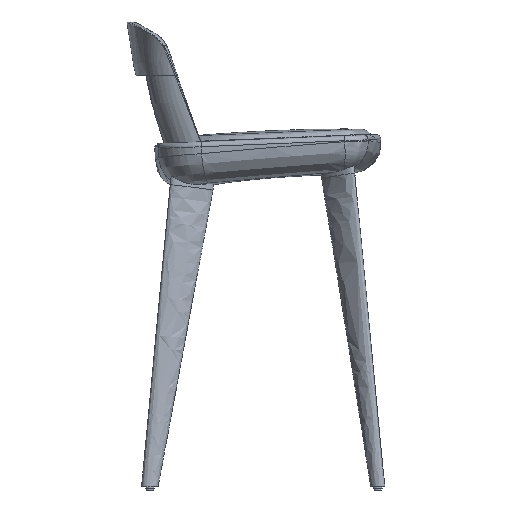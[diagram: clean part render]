
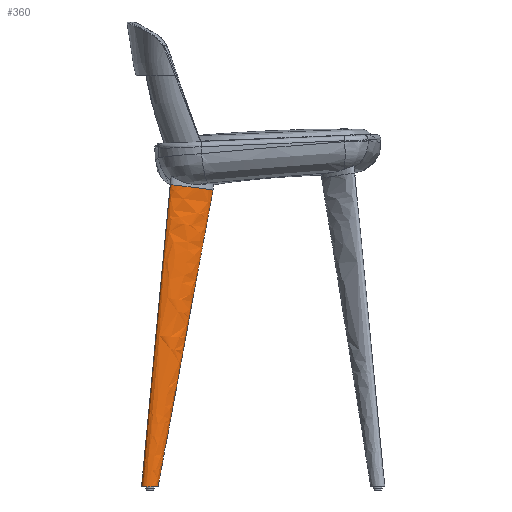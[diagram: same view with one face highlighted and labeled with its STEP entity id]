
A CAD part, left-side view. The second image highlights one B-rep face of the part: STEP entity #360.
In plain terms, the highlighted free-form (B-spline) face has degree [2, 1] with [9, 2] control points.
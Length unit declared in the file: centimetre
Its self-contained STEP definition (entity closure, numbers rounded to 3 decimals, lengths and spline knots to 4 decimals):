
#55=B_SPLINE_CURVE_WITH_KNOTS('',3,(#2857,#2858,#2859,#2860,#2861,#2862,
#2863,#2864,#2865,#2866,#2867,#2868,#2869,#2870,#2871,#2872,#2873,#2874,
#2875,#2876,#2877,#2878,#2879,#2880,#2881,#2882,#2883,#2884,#2885,#2886,
#2887,#2888,#2889,#2890,#2891,#2892,#2893,#2894,#2895,#2896,#2897,#2898,
#2899,#2900,#2901),.UNSPECIFIED.,.T.,.F.,(4,2,2,2,2,3,2,2,2,2,3,2,2,2,2,
3,2,2,2,2,4),(0.,2.6901,5.3728,10.6967,15.8815,
21.0701,26.2919,31.5081,36.8641,39.5678,
42.2806,44.9951,47.7004,53.0596,58.2811,
63.5083,68.6905,73.8689,79.1869,81.8665,
84.5534),.UNSPECIFIED.);
#360=ADVANCED_FACE('',(#511),#2111,.T.);
#511=FACE_OUTER_BOUND('',#664,.T.);
#664=EDGE_LOOP('',(#845,#846,#847,#848));
#845=ORIENTED_EDGE('',*,*,#1404,.F.);
#846=ORIENTED_EDGE('',*,*,#1401,.F.);
#847=ORIENTED_EDGE('',*,*,#1404,.T.);
#848=ORIENTED_EDGE('',*,*,#1405,.F.);
#1401=EDGE_CURVE('',#1893,#1893,#1687,.T.);
#1404=EDGE_CURVE('',#1893,#1895,#1690,.T.);
#1405=EDGE_CURVE('',#1895,#1895,#55,.T.);
#1687=(
BOUNDED_CURVE()
B_SPLINE_CURVE(2,(#2835,#2836,#2837,#2838,#2839,#2840,#2841,#2842,#2843),
 .UNSPECIFIED.,.T.,.F.)
B_SPLINE_CURVE_WITH_KNOTS((3,2,2,2,3),(-6.2832,-4.7124,
-3.1416,-1.5708,0.),.UNSPECIFIED.)
CURVE()
GEOMETRIC_REPRESENTATION_ITEM()
RATIONAL_B_SPLINE_CURVE((1.,0.707,1.,0.707,1.,0.707,
1.,0.707,1.))
REPRESENTATION_ITEM('')
);
#1690=(
BOUNDED_CURVE()
B_SPLINE_CURVE(1,(#2855,#2856),.UNSPECIFIED.,.F.,.F.)
B_SPLINE_CURVE_WITH_KNOTS((2,2),(-588.9245,-37.1872),
 .UNSPECIFIED.)
CURVE()
GEOMETRIC_REPRESENTATION_ITEM()
RATIONAL_B_SPLINE_CURVE((1.,1.))
REPRESENTATION_ITEM('')
);
#1893=VERTEX_POINT('',#2832);
#1895=VERTEX_POINT('',#2834);
#2111=(
BOUNDED_SURFACE()
B_SPLINE_SURFACE(2,1,((#2813,#2814),(#2815,#2816),(#2817,#2818),(#2819,
#2820),(#2821,#2822),(#2823,#2824),(#2825,#2826),(#2827,#2828),(#2829,#2830)),
 .UNSPECIFIED.,.T.,.F.,.F.)
B_SPLINE_SURFACE_WITH_KNOTS((3,2,2,2,3),(2,2),(0.,1.5708,3.1416,
4.7124,6.2832),(-588.9245,-31.6664),
 .UNSPECIFIED.)
GEOMETRIC_REPRESENTATION_ITEM()
RATIONAL_B_SPLINE_SURFACE(((1.,1.),(0.707,0.707),
(1.,1.),(0.707,0.707),(1.,1.),(0.707,
0.707),(1.,1.),(0.707,0.707),(1.,1.)))
REPRESENTATION_ITEM('')
SURFACE()
);
#2813=CARTESIAN_POINT('',(-14.1986,36.4657,55.4803));
#2814=CARTESIAN_POINT('',(-16.5374,41.7068,0.0509));
#2815=CARTESIAN_POINT('',(-13.0096,36.851,55.4666));
#2816=CARTESIAN_POINT('',(-15.4834,42.0484,0.0387));
#2817=CARTESIAN_POINT('',(-11.7601,32.9779,54.9689));
#2818=CARTESIAN_POINT('',(-15.0287,40.6378,-0.1777));
#2819=CARTESIAN_POINT('',(-10.5106,29.1048,54.4711));
#2820=CARTESIAN_POINT('',(-14.574,39.2271,-0.394));
#2821=CARTESIAN_POINT('',(-11.6996,28.7194,54.4849));
#2822=CARTESIAN_POINT('',(-15.628,38.8855,-0.3819));
#2823=CARTESIAN_POINT('',(-12.8886,28.3341,54.4986));
#2824=CARTESIAN_POINT('',(-16.682,38.5439,-0.3697));
#2825=CARTESIAN_POINT('',(-14.1381,32.2072,54.9963));
#2826=CARTESIAN_POINT('',(-17.1367,39.9545,-0.1533));
#2827=CARTESIAN_POINT('',(-15.3877,36.0803,55.4941));
#2828=CARTESIAN_POINT('',(-17.5914,41.3652,0.063));
#2829=CARTESIAN_POINT('',(-14.1986,36.4657,55.4803));
#2830=CARTESIAN_POINT('',(-16.5374,41.7068,0.0509));
#2832=CARTESIAN_POINT('',(-14.1986,36.4657,55.4803));
#2834=CARTESIAN_POINT('',(-16.5142,41.6548,0.6));
#2835=CARTESIAN_POINT('',(-14.1986,36.4657,55.4803));
#2836=CARTESIAN_POINT('',(-15.3877,36.0803,55.4941));
#2837=CARTESIAN_POINT('',(-14.1381,32.2072,54.9963));
#2838=CARTESIAN_POINT('',(-12.8886,28.3341,54.4986));
#2839=CARTESIAN_POINT('',(-11.6996,28.7194,54.4849));
#2840=CARTESIAN_POINT('',(-10.5106,29.1048,54.4711));
#2841=CARTESIAN_POINT('',(-11.7601,32.9779,54.9689));
#2842=CARTESIAN_POINT('',(-13.0096,36.851,55.4666));
#2843=CARTESIAN_POINT('',(-14.1986,36.4657,55.4803));
#2855=CARTESIAN_POINT('',(-14.1986,36.4657,55.4803));
#2856=CARTESIAN_POINT('',(-16.5142,41.6548,0.6));
#2857=CARTESIAN_POINT('',(-16.5142,41.6548,0.6));
#2858=CARTESIAN_POINT('',(-16.4288,41.6824,0.6));
#2859=CARTESIAN_POINT('',(-16.3401,41.6953,0.6));
#2860=CARTESIAN_POINT('',(-16.161,41.693,0.6));
#2861=CARTESIAN_POINT('',(-16.0726,41.6781,0.6));
#2862=CARTESIAN_POINT('',(-15.8176,41.6001,0.6));
#2863=CARTESIAN_POINT('',(-15.6629,41.5054,0.6));
#2864=CARTESIAN_POINT('',(-15.4009,41.2764,0.6));
#2865=CARTESIAN_POINT('',(-15.29,41.1412,0.6));
#2866=CARTESIAN_POINT('',(-15.1081,40.8507,0.6));
#2867=CARTESIAN_POINT('',(-15.0355,40.6927,0.6));
#2868=CARTESIAN_POINT('',(-14.9826,40.5297,0.6));
#2869=CARTESIAN_POINT('',(-14.9294,40.3657,0.6));
#2870=CARTESIAN_POINT('',(-14.8953,40.1941,0.6));
#2871=CARTESIAN_POINT('',(-14.8714,39.8502,0.6));
#2872=CARTESIAN_POINT('',(-14.8814,39.6745,0.6));
#2873=CARTESIAN_POINT('',(-14.9571,39.333,0.6));
#2874=CARTESIAN_POINT('',(-15.0255,39.1632,0.6));
#2875=CARTESIAN_POINT('',(-15.1849,38.9473,0.6));
#2876=CARTESIAN_POINT('',(-15.2475,38.8822,0.6));
#2877=CARTESIAN_POINT('',(-15.3917,38.7734,0.6));
#2878=CARTESIAN_POINT('',(-15.4715,38.7313,0.6));
#2879=CARTESIAN_POINT('',(-15.5577,38.7036,0.6));
#2880=CARTESIAN_POINT('',(-15.6439,38.6759,0.6));
#2881=CARTESIAN_POINT('',(-15.7334,38.6635,0.6));
#2882=CARTESIAN_POINT('',(-15.914,38.6677,0.6));
#2883=CARTESIAN_POINT('',(-16.003,38.684,0.6));
#2884=CARTESIAN_POINT('',(-16.2586,38.766,0.6));
#2885=CARTESIAN_POINT('',(-16.4137,38.8636,0.6));
#2886=CARTESIAN_POINT('',(-16.6755,39.096,0.6));
#2887=CARTESIAN_POINT('',(-16.7867,39.2326,0.6));
#2888=CARTESIAN_POINT('',(-16.9694,39.5254,0.6));
#2889=CARTESIAN_POINT('',(-17.0426,39.6845,0.6));
#2890=CARTESIAN_POINT('',(-17.0958,39.8487,0.6));
#2891=CARTESIAN_POINT('',(-17.1485,40.0115,0.6));
#2892=CARTESIAN_POINT('',(-17.1823,40.1819,0.6));
#2893=CARTESIAN_POINT('',(-17.2052,40.5235,0.6));
#2894=CARTESIAN_POINT('',(-17.1946,40.6978,0.6));
#2895=CARTESIAN_POINT('',(-17.1165,41.0364,0.6));
#2896=CARTESIAN_POINT('',(-17.0467,41.2036,0.6));
#2897=CARTESIAN_POINT('',(-16.8856,41.4158,0.6));
#2898=CARTESIAN_POINT('',(-16.8227,41.4795,0.6));
#2899=CARTESIAN_POINT('',(-16.6789,41.5859,0.6));
#2900=CARTESIAN_POINT('',(-16.5995,41.6273,0.6));
#2901=CARTESIAN_POINT('',(-16.5142,41.6548,0.6));
